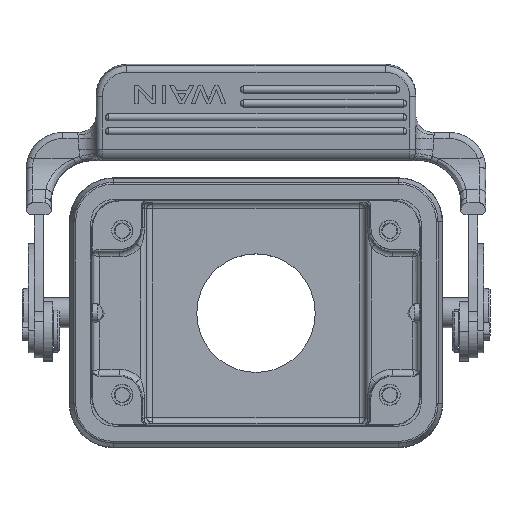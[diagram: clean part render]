
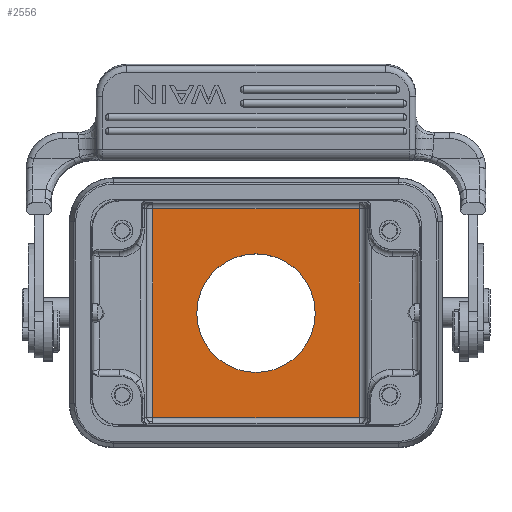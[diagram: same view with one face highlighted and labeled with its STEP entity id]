
A CAD part, top view. The second image highlights one B-rep face of the part: STEP entity #2556.
In plain terms, the highlighted planar face has unit normal (0, 0, 1).
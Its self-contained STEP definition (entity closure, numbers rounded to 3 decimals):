
#1630=PLANE('',#22548);
#2072=FACE_BOUND('',#5425,.T.);
#2073=FACE_BOUND('',#5426,.T.);
#2556=ADVANCED_FACE('',(#2072,#2073),#1630,.T.);
#5425=EDGE_LOOP('',(#8700,#8701));
#5426=EDGE_LOOP('',(#8702,#8703,#8704,#8705));
#6467=CIRCLE('',#22196,9.75);
#6469=CIRCLE('',#22199,9.75);
#8700=ORIENTED_EDGE('',*,*,#15968,.T.);
#8701=ORIENTED_EDGE('',*,*,#15971,.T.);
#8702=ORIENTED_EDGE('',*,*,#16444,.T.);
#8703=ORIENTED_EDGE('',*,*,#16438,.T.);
#8704=ORIENTED_EDGE('',*,*,#16569,.T.);
#8705=ORIENTED_EDGE('',*,*,#16570,.T.);
#13745=VERTEX_POINT('',#29693);
#13746=VERTEX_POINT('',#29695);
#14054=VERTEX_POINT('',#31293);
#14055=VERTEX_POINT('',#31297);
#14058=VERTEX_POINT('',#31308);
#14128=VERTEX_POINT('',#31989);
#15968=EDGE_CURVE('',#13746,#13745,#6467,.T.);
#15971=EDGE_CURVE('',#13745,#13746,#6469,.T.);
#16438=EDGE_CURVE('',#14055,#14054,#19469,.T.);
#16444=EDGE_CURVE('',#14058,#14055,#19472,.T.);
#16569=EDGE_CURVE('',#14054,#14128,#19526,.T.);
#16570=EDGE_CURVE('',#14128,#14058,#19527,.T.);
#19469=LINE('',#31296,#21010);
#19472=LINE('',#31307,#21013);
#19526=LINE('',#31992,#21067);
#19527=LINE('',#31994,#21068);
#21010=VECTOR('',#25237,1.);
#21013=VECTOR('',#25250,1.);
#21067=VECTOR('',#25448,1.);
#21068=VECTOR('',#25451,1.);
#22196=AXIS2_PLACEMENT_3D('',#29694,#24380,#24381);
#22199=AXIS2_PLACEMENT_3D('',#29700,#24387,#24388);
#22548=AXIS2_PLACEMENT_3D('',#31995,#25452,#25453);
#24380=DIRECTION('',(0.,0.,-1.));
#24381=DIRECTION('',(1.,0.,0.));
#24387=DIRECTION('',(0.,0.,-1.));
#24388=DIRECTION('',(1.,0.,0.));
#25237=DIRECTION('',(-1.,0.,0.));
#25250=DIRECTION('',(0.,1.,0.));
#25448=DIRECTION('',(0.,-1.,0.));
#25451=DIRECTION('',(1.,0.,0.));
#25452=DIRECTION('',(0.,0.,1.));
#25453=DIRECTION('',(0.,1.,0.));
#29693=CARTESIAN_POINT('',(-9.75,0.,-37.));
#29694=CARTESIAN_POINT('',(0.,0.,-37.));
#29695=CARTESIAN_POINT('',(9.75,0.,-37.));
#29700=CARTESIAN_POINT('',(0.,0.,-37.));
#31293=CARTESIAN_POINT('',(-17.,17.186,-37.));
#31296=CARTESIAN_POINT('',(17.,17.186,-37.));
#31297=CARTESIAN_POINT('',(17.,17.186,-37.));
#31307=CARTESIAN_POINT('',(17.,-17.186,-37.));
#31308=CARTESIAN_POINT('',(17.,-17.186,-37.));
#31989=CARTESIAN_POINT('',(-17.,-17.186,-37.));
#31992=CARTESIAN_POINT('',(-17.,17.186,-37.));
#31994=CARTESIAN_POINT('',(-17.,-17.186,-37.));
#31995=CARTESIAN_POINT('',(0.,0.,-37.));
